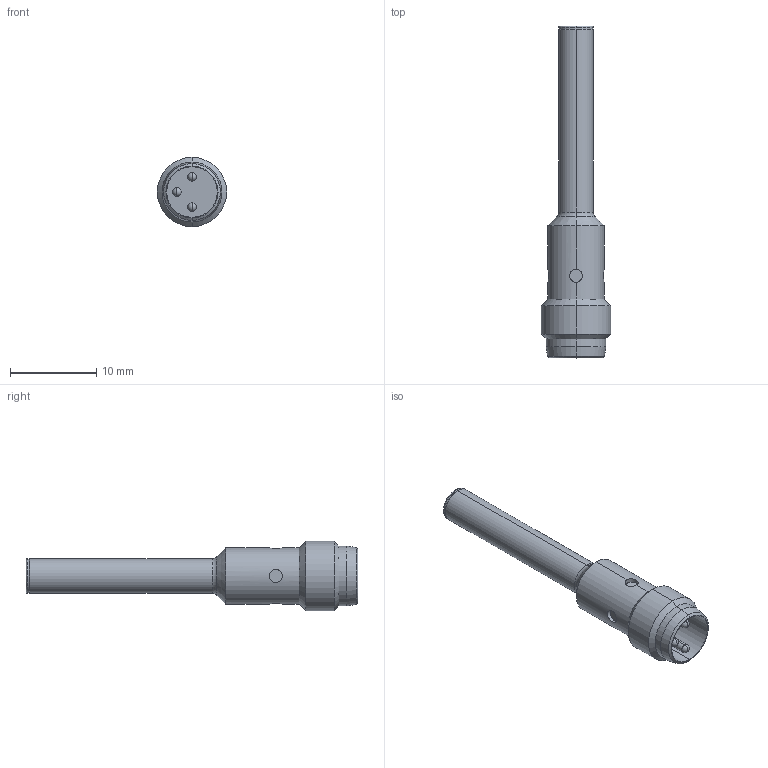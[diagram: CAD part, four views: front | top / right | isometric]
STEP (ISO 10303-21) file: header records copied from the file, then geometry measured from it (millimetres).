
FILE_DESCRIPTION (( 'STEP AP203' ), '1' );
FILE_NAME ('AC1-AP-1F.step', '2016-01-26T18:49:00', ( '' ), ( '' ), 'SwSTEP 2.0', 'SolidWorks 2015', '' );
FILE_SCHEMA (( 'CONFIG_CONTROL_DESIGN' ));
Length unit declared in the file: millimetre
Products named in the file (1): AC1-AP-1F
Bounding box: 8 x 38.4 x 8 mm (x, y, z)
Volume: 757.2 mm3; surface area: 839.9 mm2
Topology: 4 solids, 4 shells, 59 faces, 128 edges, 75 vertices
Faces by surface type: cylinder 26, cone 12, plane 11, sphere 6, torus 4
Entity records: 1683 total; most frequent: CARTESIAN_POINT 367, DIRECTION 288, ORIENTED_EDGE 232, AXIS2_PLACEMENT_3D 124, EDGE_CURVE 116, VERTEX_POINT 69, CIRCLE 64, EDGE_LOOP 63
